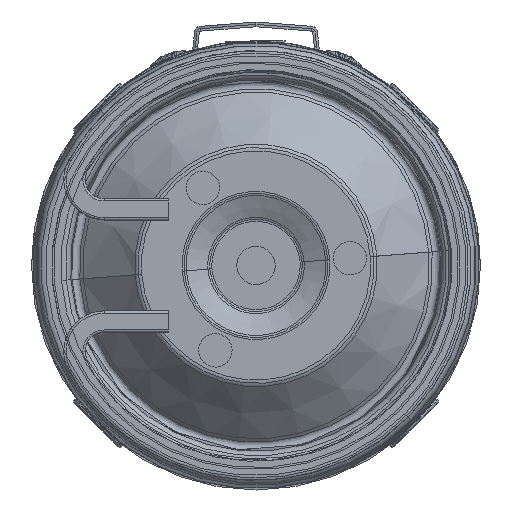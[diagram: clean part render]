
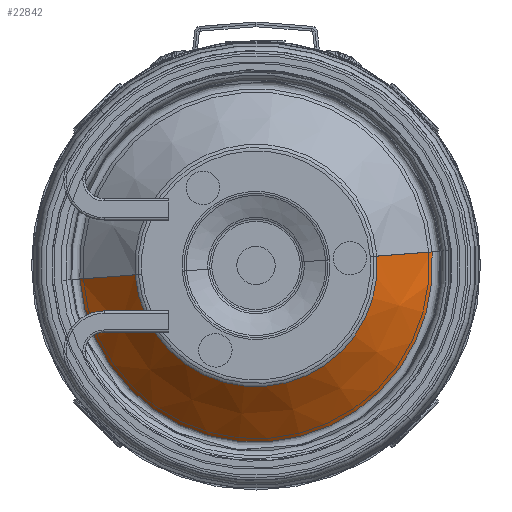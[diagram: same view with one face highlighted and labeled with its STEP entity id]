
A CAD part, front view. The second image highlights one B-rep face of the part: STEP entity #22842.
In plain terms, the highlighted conical face has half-angle 46.546 degrees and reference radius 25.375 mm.
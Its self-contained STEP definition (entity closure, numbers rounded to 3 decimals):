
#1895 = CIRCLE ( 'NONE', #33260, 25.376 ) ;
#1937 = EDGE_LOOP ( 'NONE', ( #26853, #2592, #7349, #24173 ) ) ;
#2592 = ORIENTED_EDGE ( 'NONE', *, *, #37083, .T. ) ;
#3376 = VERTEX_POINT ( 'NONE', #24520 ) ;
#3756 = VERTEX_POINT ( 'NONE', #12661 ) ;
#6763 = LINE ( 'NONE', #31205, #19735 ) ;
#6781 = CIRCLE ( 'NONE', #29187, 36.962 ) ;
#6806 = DIRECTION ( 'NONE',  ( 0., 1., 0. ) ) ;
#7153 = VECTOR ( 'NONE', #35359, 1000. ) ;
#7349 = ORIENTED_EDGE ( 'NONE', *, *, #24223, .T. ) ;
#8323 = CARTESIAN_POINT ( 'NONE',  ( 0., 0.548, 0. ) ) ;
#8530 = VERTEX_POINT ( 'NONE', #24698 ) ;
#8862 = CARTESIAN_POINT ( 'NONE',  ( 0., 11.526, 0. ) ) ;
#12661 = CARTESIAN_POINT ( 'NONE',  ( 0., 11.526, -36.962 ) ) ;
#13401 = EDGE_CURVE ( 'NONE', #3756, #22240, #6781, .T. ) ;
#16436 = FACE_OUTER_BOUND ( 'NONE', #1937, .T. ) ;
#17710 = CARTESIAN_POINT ( 'NONE',  ( 0., 0.548, -25.376 ) ) ;
#19047 = DIRECTION ( 'NONE',  ( 0., 0., 1. ) ) ;
#19600 = DIRECTION ( 'NONE',  ( 0., 0.688, 0.726 ) ) ;
#19735 = VECTOR ( 'NONE', #19600, 1000. ) ;
#21143 = DIRECTION ( 'NONE',  ( 0., 0., 1. ) ) ;
#21557 = AXIS2_PLACEMENT_3D ( 'NONE', #28241, #6806, #19047 ) ;
#21696 = DIRECTION ( 'NONE',  ( 0., 0., 1. ) ) ;
#22240 = VERTEX_POINT ( 'NONE', #34724 ) ;
#22842 = ADVANCED_FACE ( 'NONE', ( #16436 ), #29878, .T. ) ;
#24173 = ORIENTED_EDGE ( 'NONE', *, *, #13401, .F. ) ;
#24223 = EDGE_CURVE ( 'NONE', #8530, #22240, #6763, .T. ) ;
#24520 = CARTESIAN_POINT ( 'NONE',  ( 0., 0.548, -25.376 ) ) ;
#24698 = CARTESIAN_POINT ( 'NONE',  ( 0., 0.548, 25.376 ) ) ;
#25629 = EDGE_CURVE ( 'NONE', #3376, #3756, #32348, .T. ) ;
#26853 = ORIENTED_EDGE ( 'NONE', *, *, #25629, .F. ) ;
#28241 = CARTESIAN_POINT ( 'NONE',  ( 0., 0.548, 0. ) ) ;
#29187 = AXIS2_PLACEMENT_3D ( 'NONE', #8862, #33518, #21696 ) ;
#29762 = DIRECTION ( 'NONE',  ( 0., 1., 0. ) ) ;
#29878 = CONICAL_SURFACE ( 'NONE', #21557, 25.376, 0.812 ) ;
#31205 = CARTESIAN_POINT ( 'NONE',  ( 0., 0.548, 25.376 ) ) ;
#32348 = LINE ( 'NONE', #17710, #7153 ) ;
#33260 = AXIS2_PLACEMENT_3D ( 'NONE', #8323, #29762, #21143 ) ;
#33518 = DIRECTION ( 'NONE',  ( 0., 1., 0. ) ) ;
#34724 = CARTESIAN_POINT ( 'NONE',  ( 0., 11.526, 36.962 ) ) ;
#35359 = DIRECTION ( 'NONE',  ( 0., 0.688, -0.726 ) ) ;
#37083 = EDGE_CURVE ( 'NONE', #3376, #8530, #1895, .T. ) ;
